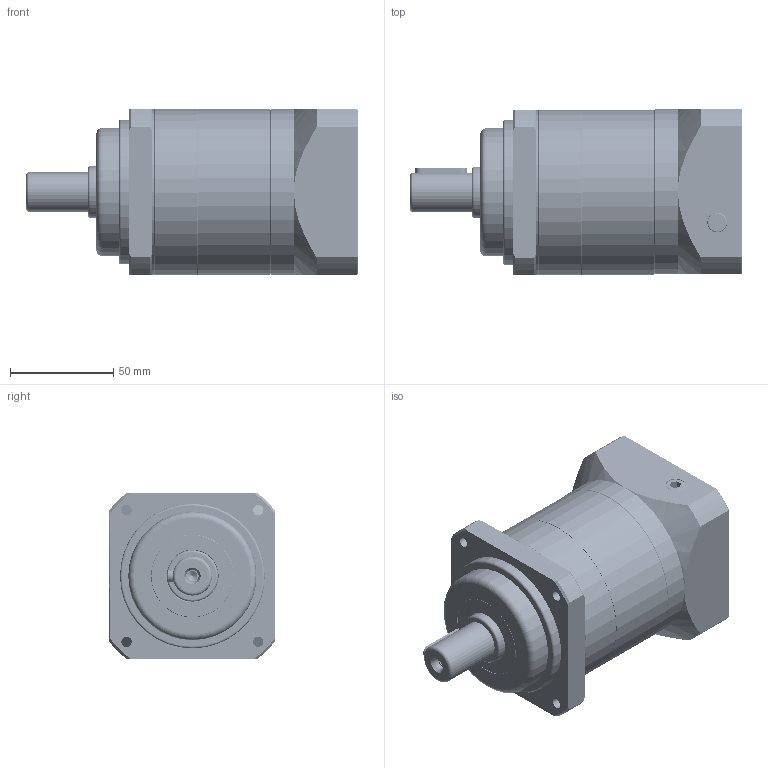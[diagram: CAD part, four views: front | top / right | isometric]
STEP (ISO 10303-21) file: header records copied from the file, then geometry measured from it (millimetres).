
FILE_DESCRIPTION((''),'2;1');
FILE_NAME('KFA80-2 (S14).stp','2013-11-12T10:30:34',('young'),(''),'Autodesk Inventor 2012','Autodesk Inventor 2012','');
FILE_SCHEMA(('AUTOMOTIVE_DESIGN { 1 0 10303 214 1 1 1 1 }'));
Length unit declared in the file: millimetre
Products named in the file (1): KFA80-2 (S14)
Bounding box: 160.5 x 80.35 x 80 mm (x, y, z)
Volume: 317793.9 mm3; surface area: 130173.2 mm2
Topology: 17 solids, 17 shells, 857 faces, 3082 edges, 2285 vertices
Faces by surface type: cylinder 529, plane 217, cone 86, torus 13, bspline 12
Full cylindrical faces by diameter (mm): 4.2 x9, 5 x398, 5.5 x9, 6 x1, 8.433 x2, 8.5 x5, 9.5 x2, 11 x1, 14.2 x1, 19 x1, 19.8 x1, 20 x1, 22 x1, 24.8 x1, 25 x2, 26 x1, 30 x1, 33 x1, 34.5 x1, 35 x3, 39.614 x1, 40 x2, 42.908 x1, 50 x1, 62 x1, 62.908 x2, 65.8 x1, 70 x1, 80 x4
Entity records: 94205 total; most frequent: CARTESIAN_POINT 77538, ORIENTED_EDGE 5036, EDGE_CURVE 2518, VERTEX_POINT 2243, DIRECTION 2149, AXIS2_PLACEMENT_3D 871, EDGE_LOOP 669, FACE_OUTER_BOUND 465
